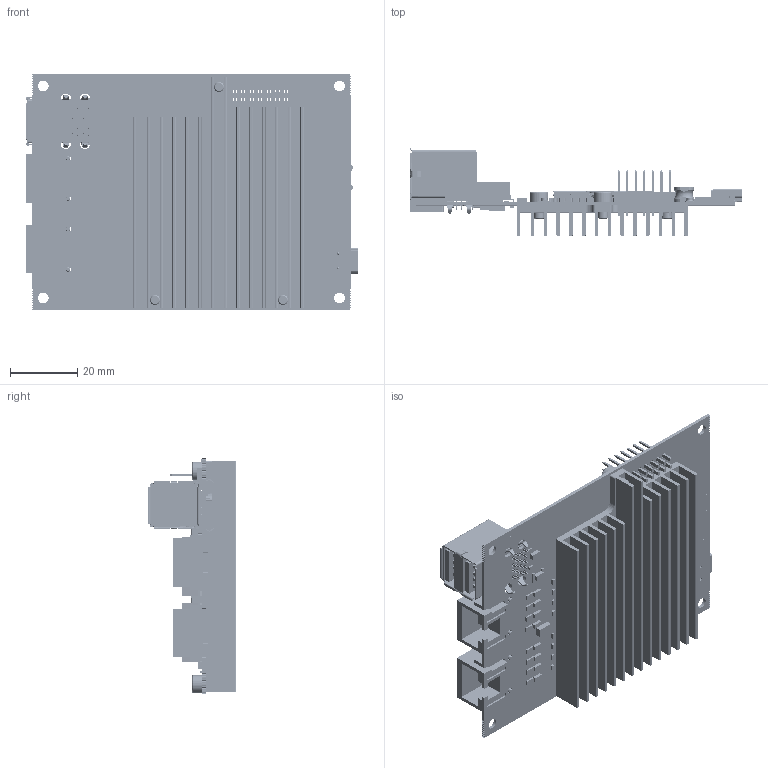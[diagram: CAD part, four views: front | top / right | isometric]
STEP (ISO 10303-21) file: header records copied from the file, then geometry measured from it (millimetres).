
FILE_DESCRIPTION (( 'STEP AP214' ), '1' );
FILE_NAME ('8DEV3001_0004_Jelapeno_DVK.STEP', '2019-03-27T13:30:08', ( '' ), ( '' ), 'SwSTEP 2.0', 'SolidWorks 2018', '' );
FILE_SCHEMA (( 'AUTOMOTIVE_DESIGN' ));
Length unit declared in the file: millimetre
Products named in the file (1): 8DEV3001_0004_Jelapeno_DVK
Bounding box: 98.65 x 26.11 x 70 mm (x, y, z)
Volume: 29303.7 mm3; surface area: 51501.9 mm2
Topology: 660 solids, 660 shells, 9985 faces, 24268 edges, 16033 vertices
Faces by surface type: plane 8112, cylinder 1665, torus 76, sphere 60, cone 56, bspline 16
Entity records: 406755 total; most frequent: CARTESIAN_POINT 53941, ORIENTED_EDGE 48346, DIRECTION 46749, EDGE_CURVE 24173, VECTOR 20277, LINE 20277, VERTEX_POINT 15984, AXIS2_PLACEMENT_3D 13236
